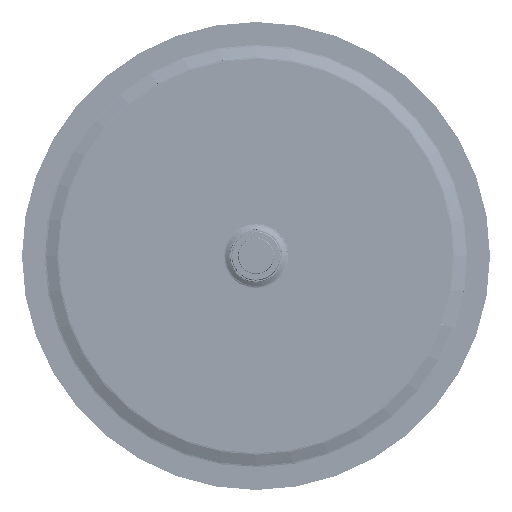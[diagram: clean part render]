
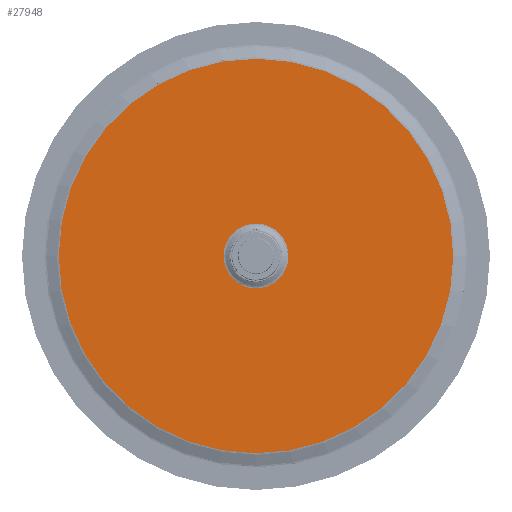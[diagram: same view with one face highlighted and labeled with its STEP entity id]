
A CAD part, top view. The second image highlights one B-rep face of the part: STEP entity #27948.
In plain terms, the highlighted face is planar.
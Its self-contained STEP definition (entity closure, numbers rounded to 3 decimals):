
#4474=FACE_BOUND('',#8668,.T.);
#6212=FACE_OUTER_BOUND('',#8667,.T.);
#8667=EDGE_LOOP('',(#25483));
#8668=EDGE_LOOP('',(#25484));
#11604=CIRCLE('',#32674,126.456);
#11606=CIRCLE('',#32677,20.797);
#14134=VERTEX_POINT('',#51217);
#14135=VERTEX_POINT('',#51221);
#18021=EDGE_CURVE('',#14134,#14134,#11604,.T.);
#18023=EDGE_CURVE('',#14135,#14135,#11606,.T.);
#25483=ORIENTED_EDGE('',*,*,#18021,.T.);
#25484=ORIENTED_EDGE('',*,*,#18023,.F.);
#26197=PLANE('',#32676);
#27948=ADVANCED_FACE('',(#6212,#4474),#26197,.T.);
#32674=AXIS2_PLACEMENT_3D('',#51218,#42914,#42915);
#32676=AXIS2_PLACEMENT_3D('',#51220,#42918,#42919);
#32677=AXIS2_PLACEMENT_3D('',#51222,#42920,#42921);
#42914=DIRECTION('center_axis',(0.,0.,-1.));
#42915=DIRECTION('ref_axis',(-1.,0.,0.));
#42918=DIRECTION('center_axis',(0.,0.,-1.));
#42919=DIRECTION('ref_axis',(1.,0.,0.));
#42920=DIRECTION('center_axis',(0.,0.,-1.));
#42921=DIRECTION('ref_axis',(-1.,0.,0.));
#51217=CARTESIAN_POINT('',(126.454,-299.307,-4.));
#51218=CARTESIAN_POINT('Origin',(0.,-300.,-4.));
#51220=CARTESIAN_POINT('Origin',(0.,-300.,-4.));
#51221=CARTESIAN_POINT('',(20.781,-299.182,-4.));
#51222=CARTESIAN_POINT('Origin',(0.,-300.,-4.));
